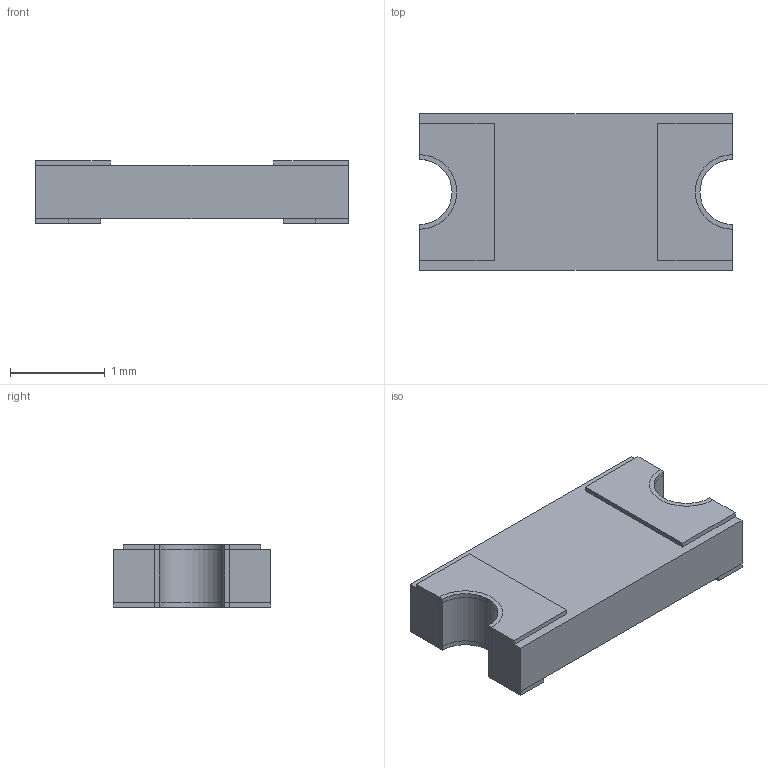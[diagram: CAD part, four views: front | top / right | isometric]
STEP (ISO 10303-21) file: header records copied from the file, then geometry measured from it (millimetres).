
FILE_DESCRIPTION((''),'2;1');
FILE_NAME('FUS_LITTELFUSE_466.stp','2013-05-29T10:12:35',(''),(''),'Mechanical Desktop 2011','Mechanical Desktop 2011',', , ');
FILE_SCHEMA(('AUTOMOTIVE_DESIGN { 1 2 10303 214 1 1 1 1 }'));
Length unit declared in the file: millimetre
Products named in the file (1): Product
Bounding box: 3.3 x 1.65 x 0.66 mm (x, y, z)
Volume: 3 mm3; surface area: 27.7 mm2
Topology: 7 solids, 7 shells, 62 faces, 144 edges, 96 vertices
Faces by surface type: plane 30, bspline 27, cylinder 5
Entity records: 1859 total; most frequent: CARTESIAN_POINT 454, ORIENTED_EDGE 288, DIRECTION 236, EDGE_CURVE 144, VECTOR 124, LINE 124, VERTEX_POINT 96, EDGE_LOOP 62
